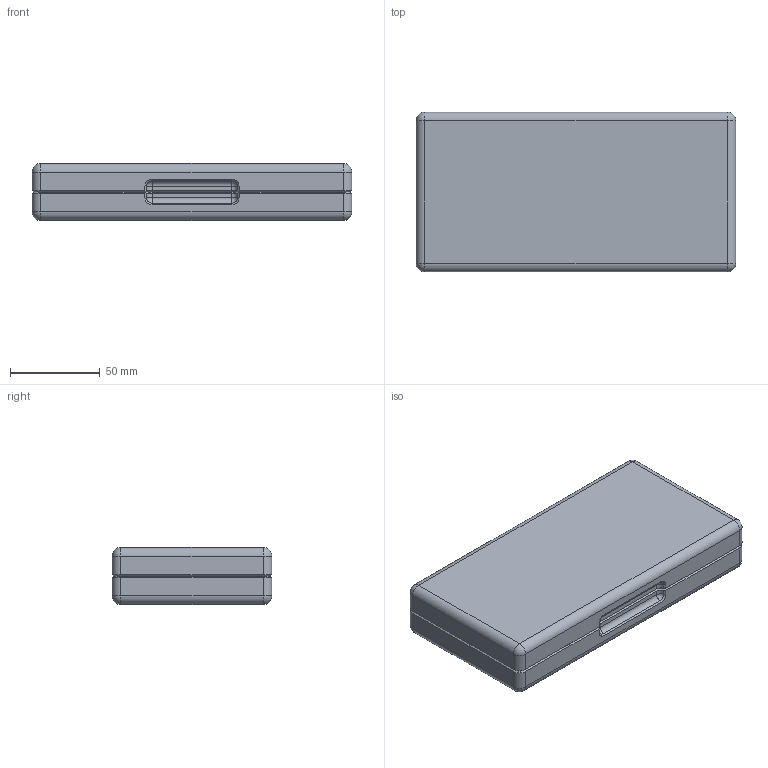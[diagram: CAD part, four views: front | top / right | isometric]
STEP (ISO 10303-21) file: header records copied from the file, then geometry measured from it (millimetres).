
FILE_DESCRIPTION(/* description */ (''),/* implementation_level */ '2;1');
FILE_NAME(/* name */ 'Micrometer Case_v60.step',/* time_stamp */ '2020-09-23T18:27:56-07:00',/* author */ (''),/* organization */ (''),/* preprocessor_version */ 'ST-DEVELOPER v18.1',/* originating_system */ 'Autodesk Translation Framework v9.3.0.1241',/* authorisation */ '');
FILE_SCHEMA (('AUTOMOTIVE_DESIGN { 1 0 10303 214 3 1 1 }'));
Products named in the file (5): Micrometer Case; Bottom Half; Top Half; Mitsutoyo Micrometer; Single Body
Assembly tree (4 placements, depth 3):
  Micrometer Case
    Bottom Half
    Top Half
    Mitsutoyo Micrometer
      Single Body
Bounding box: 177.8 x 88.9 x 31.75 mm (x, y, z)
Volume: 477483.5 mm3; surface area: 104764.8 mm2
Topology: 3 solids, 4 shells, 1341 faces, 3630 edges, 2291 vertices
Faces by surface type: plane 566, cylinder 490, bspline 142, torus 87, cone 37, sphere 19
Full cylindrical faces by diameter (mm): 2.5 x1, 3.2 x3, 4.1 x1, 6.1 x4, 6.35 x1, 7 x1, 10.2 x4, 14 x2, 17.5 x1, 19 x2, 19.6 x1
Entity records: 51343 total; most frequent: CARTESIAN_POINT 19226, ORIENTED_EDGE 7196, DIRECTION 6263, EDGE_CURVE 3598, AXIS2_PLACEMENT_3D 2409, VERTEX_POINT 2291, LINE 1445, VECTOR 1445
